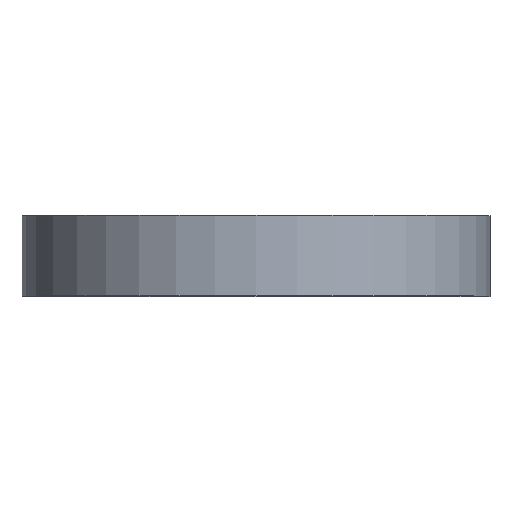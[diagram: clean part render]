
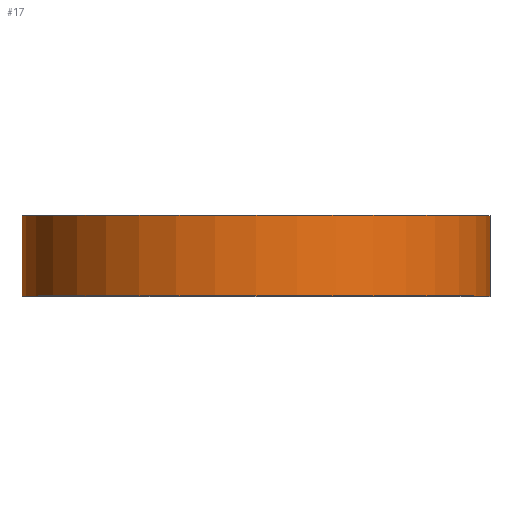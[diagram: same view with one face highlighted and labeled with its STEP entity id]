
A CAD part, top view. The second image highlights one B-rep face of the part: STEP entity #17.
In plain terms, the highlighted cylindrical face has radius 36.932 mm (diameter 73.863 mm), a partial arc.
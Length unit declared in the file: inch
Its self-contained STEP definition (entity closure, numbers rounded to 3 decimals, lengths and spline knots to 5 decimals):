
#17 = ADVANCED_FACE ( 'NONE', ( #627 ), #639, .T. ) ;
#24 = VECTOR ( 'NONE', #654, 39.37008 ) ;
#26 = LINE ( 'NONE', #136, #24 ) ;
#33 = ORIENTED_EDGE ( 'NONE', *, *, #290, .T. ) ;
#43 = ORIENTED_EDGE ( 'NONE', *, *, #229, .T. ) ;
#45 = CARTESIAN_POINT ( 'NONE',  ( 0., -0.25, 0. ) ) ;
#50 = DIRECTION ( 'NONE',  ( 0., 1., 0. ) ) ;
#103 = VERTEX_POINT ( 'NONE', #184 ) ;
#112 = CARTESIAN_POINT ( 'NONE',  ( 1.454, 0.25, 0. ) ) ;
#116 = VECTOR ( 'NONE', #703, 39.37008 ) ;
#123 = CARTESIAN_POINT ( 'NONE',  ( 0., 0.25, 0. ) ) ;
#127 = DIRECTION ( 'NONE',  ( 0., 1., 0. ) ) ;
#128 = LINE ( 'NONE', #112, #116 ) ;
#136 = CARTESIAN_POINT ( 'NONE',  ( 0., 0.25, -1.454 ) ) ;
#163 = DIRECTION ( 'NONE',  ( 1., 0., 0. ) ) ;
#184 = CARTESIAN_POINT ( 'NONE',  ( 1.454, -0.25, 0. ) ) ;
#229 = EDGE_CURVE ( 'NONE', #291, #103, #661, .T. ) ;
#290 = EDGE_CURVE ( 'NONE', #325, #291, #26, .T. ) ;
#291 = VERTEX_POINT ( 'NONE', #408 ) ;
#304 = CIRCLE ( 'NONE', #541, 1.454 ) ;
#324 = CARTESIAN_POINT ( 'NONE',  ( 1.454, 0.25, 0. ) ) ;
#325 = VERTEX_POINT ( 'NONE', #662 ) ;
#336 = DIRECTION ( 'NONE',  ( 0., 0., -1. ) ) ;
#356 = AXIS2_PLACEMENT_3D ( 'NONE', #45, #50, #706 ) ;
#383 = VERTEX_POINT ( 'NONE', #324 ) ;
#408 = CARTESIAN_POINT ( 'NONE',  ( 0., -0.25, -1.454 ) ) ;
#423 = ORIENTED_EDGE ( 'NONE', *, *, #432, .F. ) ;
#432 = EDGE_CURVE ( 'NONE', #383, #103, #128, .T. ) ;
#480 = AXIS2_PLACEMENT_3D ( 'NONE', #735, #672, #336 ) ;
#541 = AXIS2_PLACEMENT_3D ( 'NONE', #123, #127, #163 ) ;
#582 = EDGE_CURVE ( 'NONE', #325, #383, #304, .T. ) ;
#590 = ORIENTED_EDGE ( 'NONE', *, *, #582, .F. ) ;
#624 = EDGE_LOOP ( 'NONE', ( #43, #423, #590, #33 ) ) ;
#627 = FACE_OUTER_BOUND ( 'NONE', #624, .T. ) ;
#639 = CYLINDRICAL_SURFACE ( 'NONE', #480, 1.454 ) ;
#654 = DIRECTION ( 'NONE',  ( 0., -1., 0. ) ) ;
#661 = CIRCLE ( 'NONE', #356, 1.454 ) ;
#662 = CARTESIAN_POINT ( 'NONE',  ( 0., 0.25, -1.454 ) ) ;
#672 = DIRECTION ( 'NONE',  ( 0., -1., 0. ) ) ;
#703 = DIRECTION ( 'NONE',  ( 0., -1., 0. ) ) ;
#706 = DIRECTION ( 'NONE',  ( 1., 0., 0. ) ) ;
#735 = CARTESIAN_POINT ( 'NONE',  ( 0., 0.25, 0. ) ) ;
